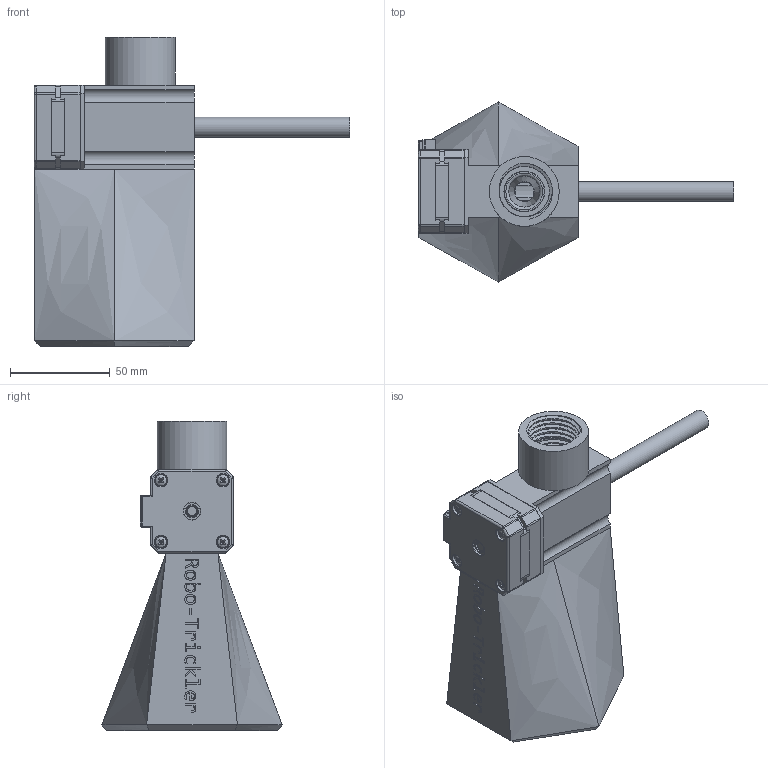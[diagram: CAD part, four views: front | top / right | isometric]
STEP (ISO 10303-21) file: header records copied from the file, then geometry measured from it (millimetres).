
FILE_DESCRIPTION(/* description */ (''),/* implementation_level */ '2;1');
FILE_NAME(/* name */ 'Trickler_051123.step',/* time_stamp */ '2023-11-05T18:43:47+01:00',/* author */ (''),/* organization */ (''),/* preprocessor_version */ 'ST-DEVELOPER v20',/* originating_system */ 'Autodesk Translation Framework v12.14.0.127',/* authorisation */ '');
FILE_SCHEMA (('AUTOMOTIVE_DESIGN { 1 0 10303 214 3 1 1 }'));
Length unit declared in the file: millimetre
Products named in the file (17): Trickler_051123; NEMA 17; Body; Body001; Body002; Body003; M3x12-Screw; M3x12-Screw004; M3x12-Screw005; M3x12-Screw006; Body004; Body005; Body006; Array; Body007; Body008; 61900-2rs1
Assembly tree (22 placements, depth 4):
  Trickler_051123
    NEMA 17
      Body
      Body001
      Body002
      Body003
      M3x12-Screw
      M3x12-Screw004
      M3x12-Screw005
      M3x12-Screw006
      Body004
      Body005
      Body006
      Array
        Body007  x6
      Body008
    61900-2rs1  x2
Bounding box: 158.2 x 90.25 x 155 mm (x, y, z)
Volume: 149882 mm3; surface area: 108964.2 mm2
Topology: 44 solids, 44 shells, 1248 faces, 3265 edges, 2125 vertices
Faces by surface type: plane 523, bspline 455, cylinder 139, cone 69, sphere 32, torus 30
Full cylindrical faces by diameter (mm): 3 x20, 4 x4, 5 x2, 5.6 x4, 6.2 x4, 6.4 x2, 8 x1, 8.45 x2, 10 x3, 13.2 x4, 13.9 x4, 15 x3, 18.2 x4, 19.4 x8, 19.5 x2, 20 x1, 20.4 x1, 21 x2, 22 x3, 22.25 x2, 25.2 x5, 25.6 x1, 27.872 x1, 28.2 x4, 30 x1, 35 x1
Entity records: 44237 total; most frequent: CARTESIAN_POINT 18153, ORIENTED_EDGE 6050, DIRECTION 3888, EDGE_CURVE 3025, VERTEX_POINT 1998, LINE 1512, VECTOR 1512, EDGE_LOOP 1279
